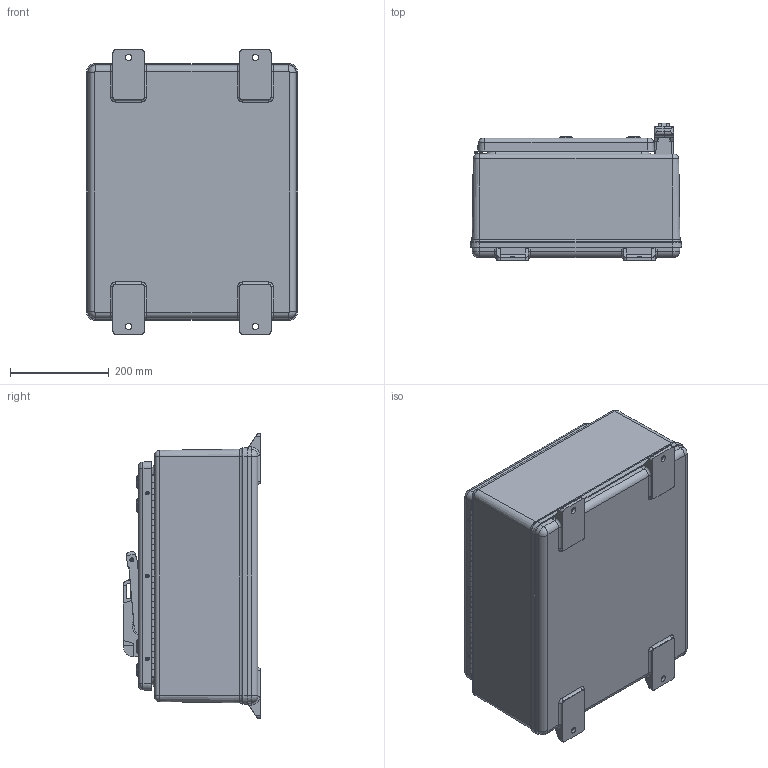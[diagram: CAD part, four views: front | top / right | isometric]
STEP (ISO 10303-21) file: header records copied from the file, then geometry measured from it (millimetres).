
FILE_DESCRIPTION (( 'STEP AP214' ), '1' );
FILE_NAME ('FD2016.STEP', '2019-07-09T19:14:26', ( '' ), ( '' ), 'SwSTEP 2.0', 'SolidWorks 2018', '' );
FILE_SCHEMA (( 'AUTOMOTIVE_DESIGN' ));
Length unit declared in the file: inch
Products named in the file (1): FD2016
Bounding box: 428.62 x 279.39 x 577.85 mm (x, y, z)
Volume: 5122806.2 mm3; surface area: 2471874.1 mm2
Topology: 86 solids, 86 shells, 2515 faces, 6223 edges, 3974 vertices
Faces by surface type: plane 1240, cylinder 709, cone 389, bspline 131, torus 46
Full cylindrical faces by diameter (mm): 3.175 x33, 3.302 x4, 3.454 x1, 3.683 x2, 3.81 x10, 4.064 x4, 4.343 x4, 4.369 x4, 4.572 x1, 4.762 x1, 4.763 x17, 4.775 x1, 4.826 x4, 5.08 x6, 5.232 x6, 5.537 x4, 5.944 x1, 6.35 x4, 6.477 x2, 6.528 x10, 6.858 x2, 6.985 x40, 7.137 x8, 7.62 x8, 7.798 x4, 7.874 x4, 7.925 x13, 9.068 x4, 9.492 x72, 9.525 x7
Entity records: 79790 total; most frequent: CARTESIAN_POINT 23402, DIRECTION 11224, ORIENTED_EDGE 10602, EDGE_CURVE 5301, AXIS2_PLACEMENT_3D 4061, VERTEX_POINT 3685, EDGE_LOOP 3528, LINE 3102
